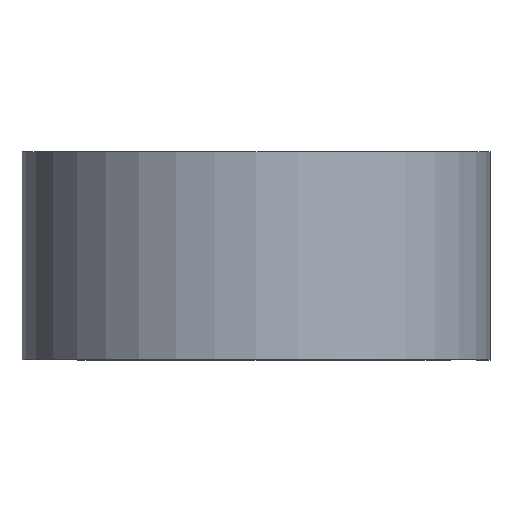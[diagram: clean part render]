
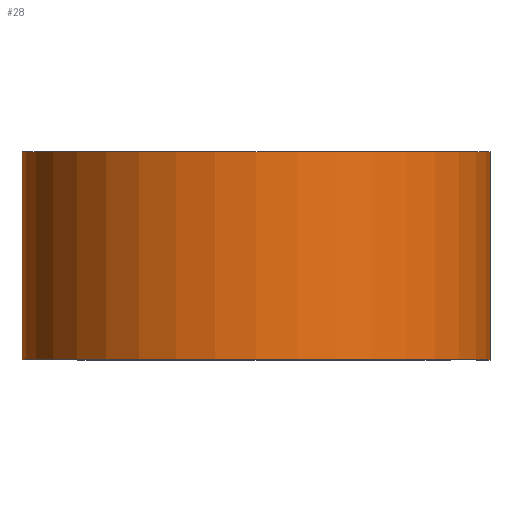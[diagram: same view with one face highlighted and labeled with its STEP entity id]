
A CAD part, top view. The second image highlights one B-rep face of the part: STEP entity #28.
In plain terms, the highlighted cylindrical face has radius 14.3 mm (diameter 28.6 mm), a partial arc.
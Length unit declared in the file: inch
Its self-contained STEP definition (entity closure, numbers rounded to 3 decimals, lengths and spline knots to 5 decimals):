
#5 = VERTEX_POINT ( 'NONE', #451 ) ;
#15 = ORIENTED_EDGE ( 'NONE', *, *, #82, .F. ) ;
#27 = DIRECTION ( 'NONE',  ( 1., 0., 0. ) ) ;
#28 = ADVANCED_FACE ( 'NONE', ( #140 ), #467, .T. ) ;
#40 = EDGE_CURVE ( 'NONE', #363, #5, #329, .T. ) ;
#60 = CARTESIAN_POINT ( 'NONE',  ( 0., 0.25, -0.563 ) ) ;
#66 = CARTESIAN_POINT ( 'NONE',  ( 0.563, -0.25, 0. ) ) ;
#72 = CARTESIAN_POINT ( 'NONE',  ( 0.563, 0.25, 0. ) ) ;
#82 = EDGE_CURVE ( 'NONE', #330, #529, #273, .T. ) ;
#89 = DIRECTION ( 'NONE',  ( 0., -1., 0. ) ) ;
#94 = ORIENTED_EDGE ( 'NONE', *, *, #40, .T. ) ;
#140 = FACE_OUTER_BOUND ( 'NONE', #197, .T. ) ;
#151 = ORIENTED_EDGE ( 'NONE', *, *, #250, .T. ) ;
#171 = CARTESIAN_POINT ( 'NONE',  ( 0., 0.25, 0. ) ) ;
#197 = EDGE_LOOP ( 'NONE', ( #151, #15, #436, #94 ) ) ;
#225 = DIRECTION ( 'NONE',  ( 0., -1., 0. ) ) ;
#250 = EDGE_CURVE ( 'NONE', #5, #529, #253, .T. ) ;
#253 = CIRCLE ( 'NONE', #395, 0.563 ) ;
#273 = LINE ( 'NONE', #422, #311 ) ;
#279 = EDGE_CURVE ( 'NONE', #363, #330, #479, .T. ) ;
#297 = CARTESIAN_POINT ( 'NONE',  ( 0., -0.25, 0. ) ) ;
#308 = DIRECTION ( 'NONE',  ( 1., 0., 0. ) ) ;
#311 = VECTOR ( 'NONE', #225, 39.37008 ) ;
#329 = LINE ( 'NONE', #417, #542 ) ;
#330 = VERTEX_POINT ( 'NONE', #72 ) ;
#362 = DIRECTION ( 'NONE',  ( 0., 1., 0. ) ) ;
#363 = VERTEX_POINT ( 'NONE', #60 ) ;
#395 = AXIS2_PLACEMENT_3D ( 'NONE', #297, #490, #308 ) ;
#417 = CARTESIAN_POINT ( 'NONE',  ( 0., 0.25, -0.563 ) ) ;
#422 = CARTESIAN_POINT ( 'NONE',  ( 0.563, 0.25, 0. ) ) ;
#436 = ORIENTED_EDGE ( 'NONE', *, *, #279, .F. ) ;
#451 = CARTESIAN_POINT ( 'NONE',  ( 0., -0.25, -0.563 ) ) ;
#452 = AXIS2_PLACEMENT_3D ( 'NONE', #578, #525, #519 ) ;
#467 = CYLINDRICAL_SURFACE ( 'NONE', #452, 0.563 ) ;
#479 = CIRCLE ( 'NONE', #564, 0.563 ) ;
#490 = DIRECTION ( 'NONE',  ( 0., 1., 0. ) ) ;
#519 = DIRECTION ( 'NONE',  ( 0., 0., -1. ) ) ;
#525 = DIRECTION ( 'NONE',  ( 0., -1., 0. ) ) ;
#529 = VERTEX_POINT ( 'NONE', #66 ) ;
#542 = VECTOR ( 'NONE', #89, 39.37008 ) ;
#564 = AXIS2_PLACEMENT_3D ( 'NONE', #171, #362, #27 ) ;
#578 = CARTESIAN_POINT ( 'NONE',  ( 0., 0.25, 0. ) ) ;
